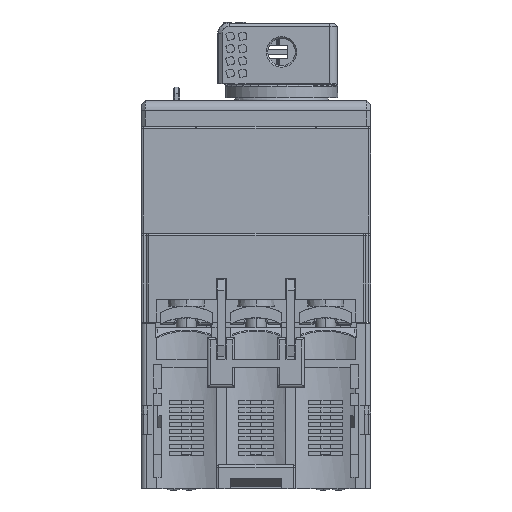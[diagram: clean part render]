
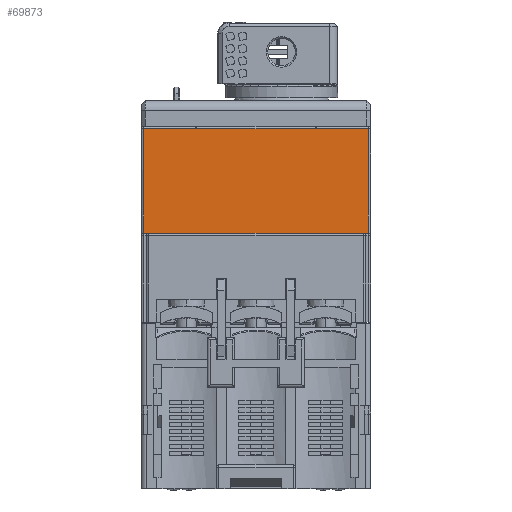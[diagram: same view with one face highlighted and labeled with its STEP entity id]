
A CAD part, front view. The second image highlights one B-rep face of the part: STEP entity #69873.
In plain terms, the highlighted planar face has unit normal (0, -1, 0).
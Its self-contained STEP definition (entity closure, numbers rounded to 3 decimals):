
#2232=DIRECTION('',(-1.,0.,0.));
#2233=VECTOR('',#2232,43.5);
#2234=CARTESIAN_POINT('',(44.707,14.25,37.9));
#2235=LINE('',#2234,#2233);
#2560=DIRECTION('',(0.,0.,-1.));
#2561=VECTOR('',#2560,20.2);
#2562=CARTESIAN_POINT('',(44.707,14.25,37.9));
#2563=LINE('',#2562,#2561);
#2564=DIRECTION('',(0.,0.,-1.));
#2565=VECTOR('',#2564,20.2);
#2566=CARTESIAN_POINT('',(1.207,14.25,37.9));
#2567=LINE('',#2566,#2565);
#2572=DIRECTION('',(1.,0.,0.));
#2573=VECTOR('',#2572,43.5);
#2574=CARTESIAN_POINT('',(1.207,14.25,17.7));
#2575=LINE('',#2574,#2573);
#64148=CARTESIAN_POINT('',(1.207,14.25,37.9));
#64149=CARTESIAN_POINT('',(1.207,14.25,17.7));
#64150=VERTEX_POINT('',#64148);
#64151=VERTEX_POINT('',#64149);
#64154=CARTESIAN_POINT('',(44.707,14.25,37.9));
#64155=CARTESIAN_POINT('',(44.707,14.25,17.7));
#64156=VERTEX_POINT('',#64154);
#64157=VERTEX_POINT('',#64155);
#69861=CARTESIAN_POINT('',(45.207,14.25,43.4));
#69862=DIRECTION('',(0.,-1.,0.));
#69863=DIRECTION('',(0.,0.,-1.));
#69864=AXIS2_PLACEMENT_3D('',#69861,#69862,#69863);
#69865=PLANE('',#69864);
#69866=ORIENTED_EDGE('',*,*,#69529,.F.);
#69867=ORIENTED_EDGE('',*,*,#69851,.T.);
#69869=ORIENTED_EDGE('',*,*,#69868,.F.);
#69870=ORIENTED_EDGE('',*,*,#69494,.F.);
#69871=EDGE_LOOP('',(#69866,#69867,#69869,#69870));
#69872=FACE_OUTER_BOUND('',#69871,.F.);
#69873=ADVANCED_FACE('',(#69872),#69865,.T.);
#69494=EDGE_CURVE('',#64150,#64151,#2567,.T.);
#69529=EDGE_CURVE('',#64156,#64150,#2235,.T.);
#69851=EDGE_CURVE('',#64156,#64157,#2563,.T.);
#69868=EDGE_CURVE('',#64151,#64157,#2575,.T.);
